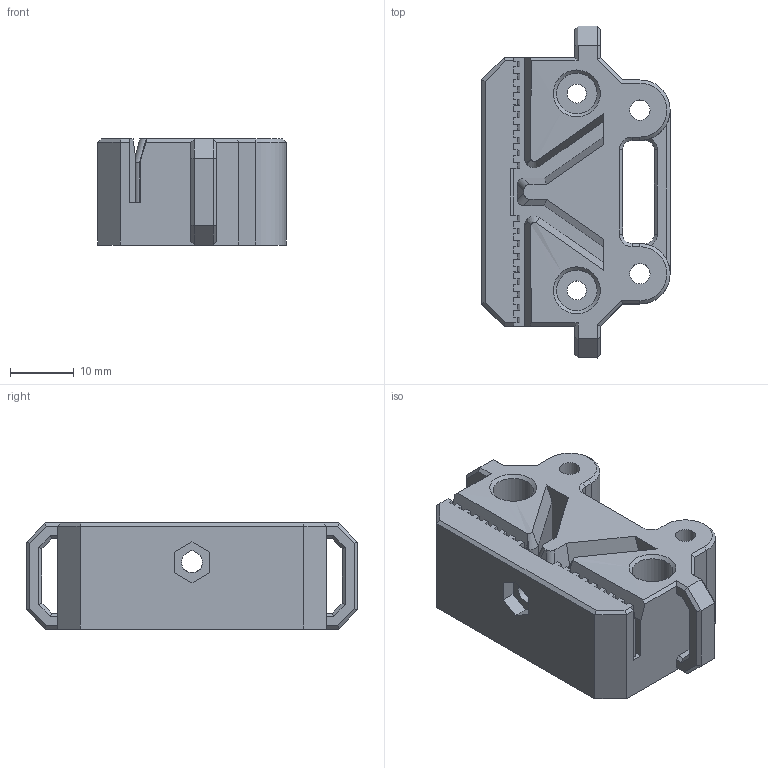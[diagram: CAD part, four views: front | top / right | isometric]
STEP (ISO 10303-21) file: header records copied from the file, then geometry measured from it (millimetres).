
FILE_DESCRIPTION(/* description */ (''),/* implementation_level */ '2;1');
FILE_NAME(/* name */ 'x_belt_holder.step',/* time_stamp */ '2020-10-05T14:37:27+07:00',/* author */ (''),/* organization */ (''),/* preprocessor_version */ 'ST-DEVELOPER v18.1',/* originating_system */ 'Autodesk Translation Framework v9.3.0.1241',/* authorisation */ '');
FILE_SCHEMA (('AUTOMOTIVE_DESIGN { 1 0 10303 214 3 1 1 }'));
Length unit declared in the file: millimetre
Products named in the file (1): X-Belt_Holder_Vedit
Bounding box: 29.65 x 52.26 x 16.7 mm (x, y, z)
Volume: 15288.2 mm3; surface area: 7837.5 mm2
Topology: 1 solids, 1 shells, 300 faces, 817 edges, 517 vertices
Faces by surface type: plane 264, cylinder 21, cone 15
Full cylindrical faces by diameter (mm): 3 x2, 3.2 x2, 6 x1, 6.4 x2
Entity records: 9330 total; most frequent: CARTESIAN_POINT 1671, ORIENTED_EDGE 1634, DIRECTION 1488, EDGE_CURVE 817, LINE 736, VECTOR 736, VERTEX_POINT 517, AXIS2_PLACEMENT_3D 376
